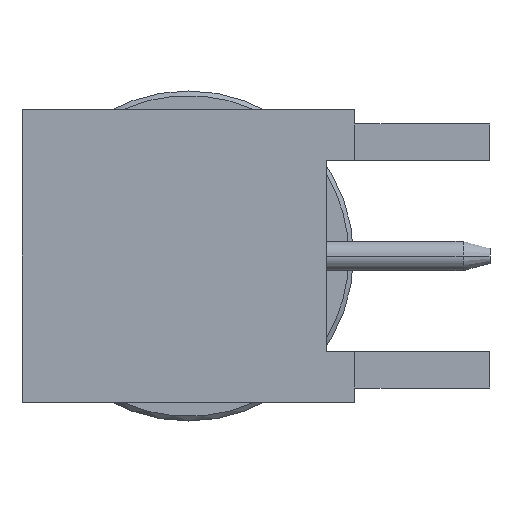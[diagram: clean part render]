
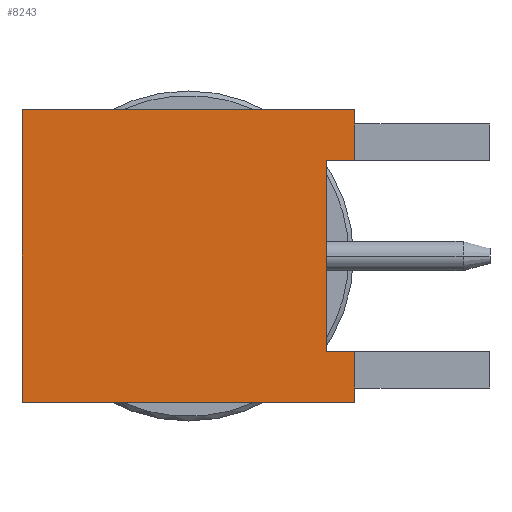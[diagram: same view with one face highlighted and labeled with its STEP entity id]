
A CAD part, left-side view. The second image highlights one B-rep face of the part: STEP entity #8243.
In plain terms, the highlighted planar face has unit normal (-1, 0, 0).
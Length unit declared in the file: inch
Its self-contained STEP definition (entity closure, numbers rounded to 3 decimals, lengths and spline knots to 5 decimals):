
#3326=DIRECTION('',(0.,1.,0.));
#3327=VECTOR('',#3326,0.29134);
#3328=CARTESIAN_POINT('',(-0.21819,-0.14567,
0.12795));
#3329=LINE('',#3328,#3327);
#3371=DIRECTION('',(0.,0.,1.));
#3372=VECTOR('',#3371,0.16732);
#3373=CARTESIAN_POINT('',(-0.21819,-0.12047,
-0.08366));
#3374=LINE('',#3373,#3372);
#3466=DIRECTION('',(0.,0.,1.));
#3467=VECTOR('',#3466,0.25591);
#3468=CARTESIAN_POINT('',(-0.21819,0.14567,
-0.12795));
#3469=LINE('',#3468,#3467);
#3474=DIRECTION('',(0.,-1.,0.));
#3475=VECTOR('',#3474,0.0252);
#3476=CARTESIAN_POINT('',(-0.21819,-0.12047,
-0.08366));
#3477=LINE('',#3476,#3475);
#3478=DIRECTION('',(0.,1.,0.));
#3479=VECTOR('',#3478,0.29134);
#3480=CARTESIAN_POINT('',(-0.21819,-0.14567,
-0.12795));
#3481=LINE('',#3480,#3479);
#3494=DIRECTION('',(0.,0.,-1.));
#3495=VECTOR('',#3494,0.04429);
#3496=CARTESIAN_POINT('',(-0.21819,-0.14567,
0.12795));
#3497=LINE('',#3496,#3495);
#3518=DIRECTION('',(0.,-1.,0.));
#3519=VECTOR('',#3518,0.0252);
#3520=CARTESIAN_POINT('',(-0.21819,-0.12047,
0.08366));
#3521=LINE('',#3520,#3519);
#3570=DIRECTION('',(0.,0.,-1.));
#3571=VECTOR('',#3570,0.04429);
#3572=CARTESIAN_POINT('',(-0.21819,-0.14567,
-0.08366));
#3573=LINE('',#3572,#3571);
#4448=CARTESIAN_POINT('',(-0.21819,0.14567,
-0.12795));
#4449=VERTEX_POINT('',#4448);
#4450=CARTESIAN_POINT('',(-0.21819,0.14567,
0.12795));
#4451=VERTEX_POINT('',#4450);
#4458=CARTESIAN_POINT('',(-0.21819,-0.14567,
-0.12795));
#4460=VERTEX_POINT('',#4458);
#4462=CARTESIAN_POINT('',(-0.21819,-0.14567,
-0.08366));
#4463=VERTEX_POINT('',#4462);
#4470=CARTESIAN_POINT('',(-0.21819,-0.14567,
0.12795));
#4471=CARTESIAN_POINT('',(-0.21819,-0.14567,
0.08366));
#4472=VERTEX_POINT('',#4470);
#4473=VERTEX_POINT('',#4471);
#4486=CARTESIAN_POINT('',(-0.21819,-0.12047,
-0.08366));
#4487=VERTEX_POINT('',#4486);
#4494=CARTESIAN_POINT('',(-0.21819,-0.12047,
0.08366));
#4496=VERTEX_POINT('',#4494);
#8224=CARTESIAN_POINT('',(-0.21819,-0.12047,
-0.12795));
#8225=DIRECTION('',(-1.,0.,0.));
#8226=DIRECTION('',(0.,0.,1.));
#8227=AXIS2_PLACEMENT_3D('',#8224,#8225,#8226);
#8228=PLANE('',#8227);
#8229=ORIENTED_EDGE('',*,*,#8057,.F.);
#8231=ORIENTED_EDGE('',*,*,#8230,.T.);
#8233=ORIENTED_EDGE('',*,*,#8232,.F.);
#8234=ORIENTED_EDGE('',*,*,#8108,.F.);
#8236=ORIENTED_EDGE('',*,*,#8235,.T.);
#8238=ORIENTED_EDGE('',*,*,#8237,.T.);
#8239=ORIENTED_EDGE('',*,*,#8196,.T.);
#8240=ORIENTED_EDGE('',*,*,#8218,.T.);
#8241=EDGE_LOOP('',(#8229,#8231,#8233,#8234,#8236,#8238,#8239,#8240));
#8242=FACE_OUTER_BOUND('',#8241,.F.);
#8243=ADVANCED_FACE('',(#8242),#8228,.T.);
#8057=EDGE_CURVE('',#4472,#4451,#3329,.T.);
#8108=EDGE_CURVE('',#4487,#4496,#3374,.T.);
#8196=EDGE_CURVE('',#4460,#4449,#3481,.T.);
#8218=EDGE_CURVE('',#4449,#4451,#3469,.T.);
#8230=EDGE_CURVE('',#4472,#4473,#3497,.T.);
#8232=EDGE_CURVE('',#4496,#4473,#3521,.T.);
#8235=EDGE_CURVE('',#4487,#4463,#3477,.T.);
#8237=EDGE_CURVE('',#4463,#4460,#3573,.T.);
